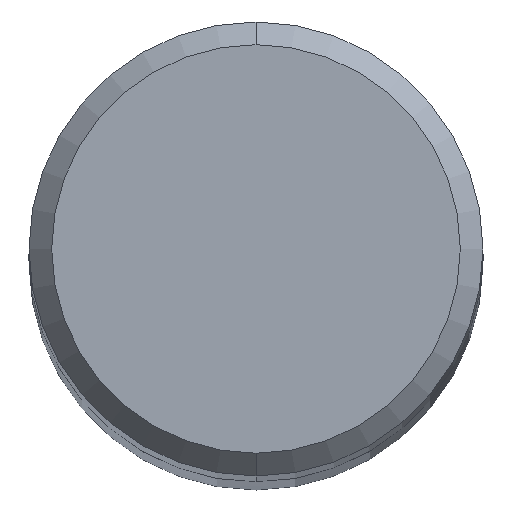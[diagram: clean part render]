
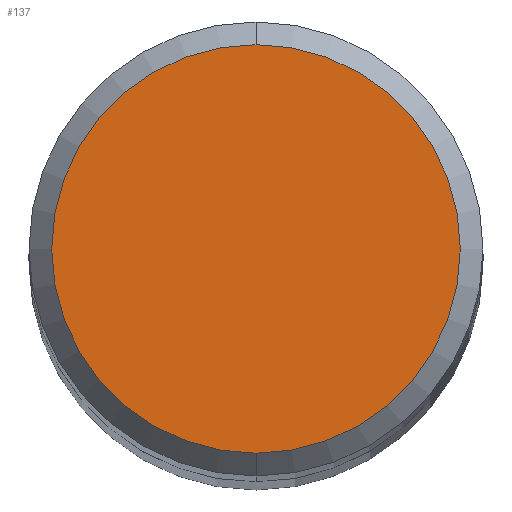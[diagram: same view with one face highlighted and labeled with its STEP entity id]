
A CAD part, top view. The second image highlights one B-rep face of the part: STEP entity #137.
In plain terms, the highlighted planar face has unit normal (0, 0, 1).
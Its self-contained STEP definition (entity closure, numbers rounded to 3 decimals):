
#107=EDGE_CURVE('',#133,#181,#229,.T.);
#133=VERTEX_POINT('',#260);
#137=ADVANCED_FACE('',(#264),#265,.T.);
#155=EDGE_CURVE('',#181,#133,#285,.T.);
#181=VERTEX_POINT('',#313);
#229=CIRCLE('',#360,5.4);
#260=CARTESIAN_POINT('',(0.,-5.4,0.0));
#264=FACE_OUTER_BOUND('',#403,.T.);
#265=PLANE('',#404);
#285=CIRCLE('',#429,5.4);
#313=CARTESIAN_POINT('',(0.0,5.4,0.0));
#360=AXIS2_PLACEMENT_3D('',#505,#506,#507);
#403=EDGE_LOOP('',(#556,#557));
#404=AXIS2_PLACEMENT_3D('',#558,#559,#560);
#429=AXIS2_PLACEMENT_3D('',#582,#583,#584);
#505=CARTESIAN_POINT('',(0.0,0.0,0.0));
#506=DIRECTION('',(0.0,0.0,-1.0));
#507=DIRECTION('',(0.0,1.0,0.0));
#556=ORIENTED_EDGE('',*,*,#155,.F.);
#557=ORIENTED_EDGE('',*,*,#107,.F.);
#558=CARTESIAN_POINT('',(0.0,2.7,0.0));
#559=DIRECTION('',(-0.0,0.0,1.0));
#560=DIRECTION('',(0.0,-1.0,0.0));
#582=CARTESIAN_POINT('',(0.0,0.0,0.0));
#583=DIRECTION('',(0.0,0.0,-1.0));
#584=DIRECTION('',(0.0,1.0,0.0));
